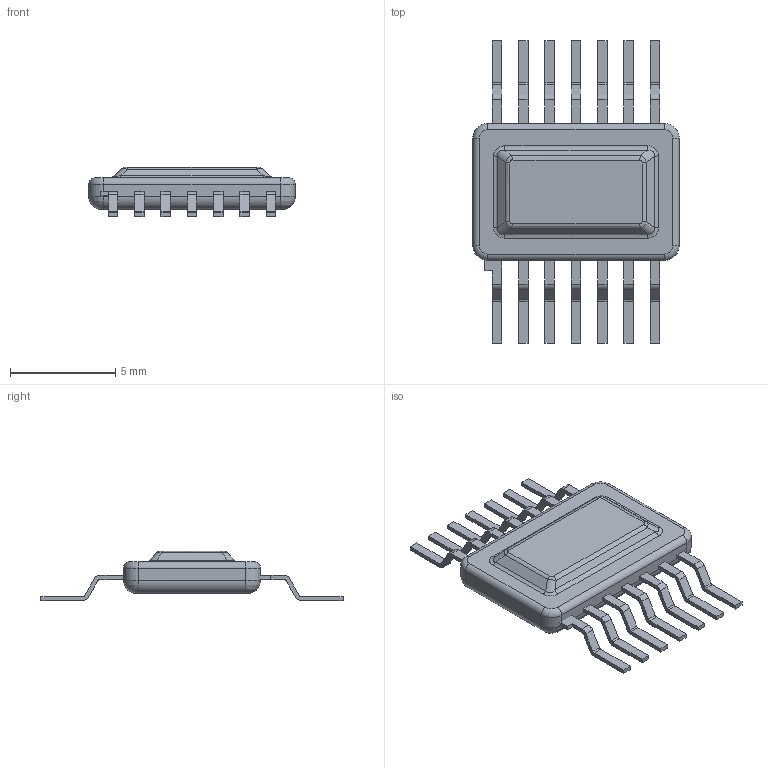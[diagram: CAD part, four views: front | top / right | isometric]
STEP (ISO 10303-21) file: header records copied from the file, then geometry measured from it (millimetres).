
FILE_DESCRIPTION(('STEP AP214'), '1');
FILE_NAME('401.14-6', '', ('UNSPECIFIED'), ('UNSPECIFIED'), 'ASCON STEP Converter 1.3', 'ASCON Math Kernel', '');
FILE_SCHEMA(('AUTOMOTIVE_DESIGN { 1 0 10303 214 3 1 1}'));
Length unit declared in the file: millimetre
Bounding box: 9.8 x 14.34 x 2.35 mm (x, y, z)
Volume: 110.7 mm3; surface area: 250.4 mm2
Topology: 15 solids, 15 shells, 249 faces, 706 edges, 502 vertices
Faces by surface type: plane 149, cylinder 68, bspline 24, torus 4, revolution 4
Entity records: 12917 total; most frequent: CARTESIAN_POINT 4373, DIRECTION 1290, ORIENTED_EDGE 1244, EDGE_CURVE 622, LINE 450, VECTOR 450, AXIS2_PLACEMENT_3D 418, VERTEX_POINT 404
